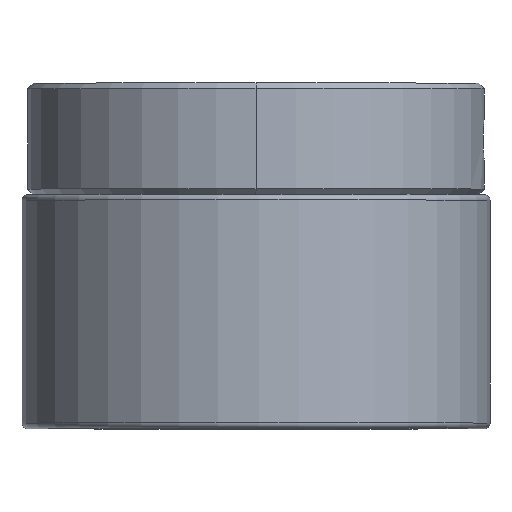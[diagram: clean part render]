
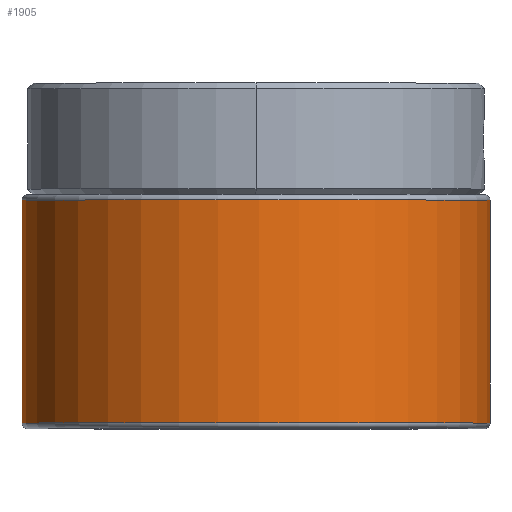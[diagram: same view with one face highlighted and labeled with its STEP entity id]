
A CAD part, top view. The second image highlights one B-rep face of the part: STEP entity #1905.
In plain terms, the highlighted cylindrical face has radius 21 mm (diameter 42 mm), a partial arc.
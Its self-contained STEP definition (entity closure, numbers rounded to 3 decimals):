
#68 = DIRECTION ( 'NONE',  ( 0., 0., -1. ) ) ;
#323 = AXIS2_PLACEMENT_3D ( 'NONE', #913, #1865, #2030 ) ;
#440 = CARTESIAN_POINT ( 'NONE',  ( -21., 0., 21. ) ) ;
#478 = DIRECTION ( 'NONE',  ( 1., 0., 0. ) ) ;
#488 = DIRECTION ( 'NONE',  ( 0., 0., -1. ) ) ;
#514 = EDGE_CURVE ( 'NONE', #916, #910, #1062, .T. ) ;
#588 = DIRECTION ( 'NONE',  ( 0., 0., -1. ) ) ;
#613 = ORIENTED_EDGE ( 'NONE', *, *, #1178, .T. ) ;
#637 = FACE_OUTER_BOUND ( 'NONE', #1158, .T. ) ;
#749 = VECTOR ( 'NONE', #68, 1000. ) ;
#780 = CYLINDRICAL_SURFACE ( 'NONE', #1894, 21. ) ;
#910 = VERTEX_POINT ( 'NONE', #1991 ) ;
#913 = CARTESIAN_POINT ( 'NONE',  ( 0., 0., 20.5 ) ) ;
#916 = VERTEX_POINT ( 'NONE', #989 ) ;
#954 = AXIS2_PLACEMENT_3D ( 'NONE', #1102, #1732, #478 ) ;
#989 = CARTESIAN_POINT ( 'NONE',  ( -21., 0., 20.5 ) ) ;
#1060 = ORIENTED_EDGE ( 'NONE', *, *, #514, .F. ) ;
#1062 = LINE ( 'NONE', #440, #1276 ) ;
#1093 = ORIENTED_EDGE ( 'NONE', *, *, #1610, .T. ) ;
#1102 = CARTESIAN_POINT ( 'NONE',  ( 0., 0., 0.5 ) ) ;
#1158 = EDGE_LOOP ( 'NONE', ( #1093, #613, #1402, #1060 ) ) ;
#1178 = EDGE_CURVE ( 'NONE', #2035, #1891, #1361, .T. ) ;
#1202 = CARTESIAN_POINT ( 'NONE',  ( 21., 0., 21. ) ) ;
#1276 = VECTOR ( 'NONE', #588, 1000. ) ;
#1361 = LINE ( 'NONE', #1202, #749 ) ;
#1402 = ORIENTED_EDGE ( 'NONE', *, *, #1851, .T. ) ;
#1418 = DIRECTION ( 'NONE',  ( -1., 0., 0. ) ) ;
#1454 = CARTESIAN_POINT ( 'NONE',  ( 0., 0., 21. ) ) ;
#1539 = CARTESIAN_POINT ( 'NONE',  ( 21., 0., 20.5 ) ) ;
#1610 = EDGE_CURVE ( 'NONE', #916, #2035, #2027, .T. ) ;
#1732 = DIRECTION ( 'NONE',  ( 0., 0., 1. ) ) ;
#1851 = EDGE_CURVE ( 'NONE', #1891, #910, #1862, .T. ) ;
#1862 = CIRCLE ( 'NONE', #954, 21. ) ;
#1865 = DIRECTION ( 'NONE',  ( 0., 0., -1. ) ) ;
#1891 = VERTEX_POINT ( 'NONE', #1923 ) ;
#1894 = AXIS2_PLACEMENT_3D ( 'NONE', #1454, #488, #1418 ) ;
#1905 = ADVANCED_FACE ( 'NONE', ( #637 ), #780, .T. ) ;
#1923 = CARTESIAN_POINT ( 'NONE',  ( 21., 0., 0.5 ) ) ;
#1991 = CARTESIAN_POINT ( 'NONE',  ( -21., 0., 0.5 ) ) ;
#2027 = CIRCLE ( 'NONE', #323, 21. ) ;
#2030 = DIRECTION ( 'NONE',  ( 1., 0., 0. ) ) ;
#2035 = VERTEX_POINT ( 'NONE', #1539 ) ;
